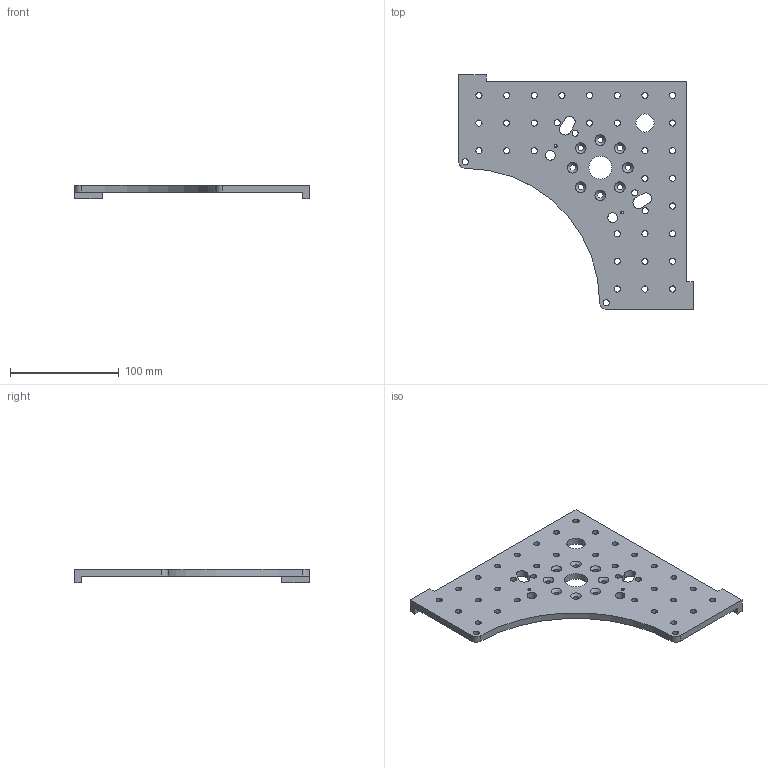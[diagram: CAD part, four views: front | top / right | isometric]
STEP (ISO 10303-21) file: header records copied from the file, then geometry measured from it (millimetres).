
FILE_DESCRIPTION(/* description */ (''),/* implementation_level */ '2;1');
FILE_NAME(/* name */ 'Motor Mount Plate.step',/* time_stamp */ '2023-09-20T18:50:39-04:00',/* author */ (''),/* organization */ (''),/* preprocessor_version */ 'ST-DEVELOPER v20',/* originating_system */ 'Autodesk Translation Framework v12.9.0.99',/* authorisation */ '');
FILE_SCHEMA (('AUTOMOTIVE_DESIGN { 1 0 10303 214 3 1 1 }'));
Length unit declared in the file: inch
Products named in the file (1): Motor Mount Plate
Bounding box: 215.55 x 215.55 x 12.7 mm (x, y, z)
Volume: 182235.5 mm3; surface area: 69552.4 mm2
Topology: 1 solids, 1 shells, 130 faces, 374 edges, 246 vertices
Faces by surface type: cylinder 100, plane 18, cone 8, bspline 4
Full cylindrical faces by diameter (mm): 2.271 x6, 2.845 x6, 5.105 x8, 5.613 x37, 9.016 x2, 16.662 x1, 21 x1
Entity records: 6937 total; most frequent: CARTESIAN_POINT 3359, ORIENTED_EDGE 748, DIRECTION 660, EDGE_CURVE 374, AXIS2_PLACEMENT_3D 255, VERTEX_POINT 246, EDGE_LOOP 236, LINE 150
